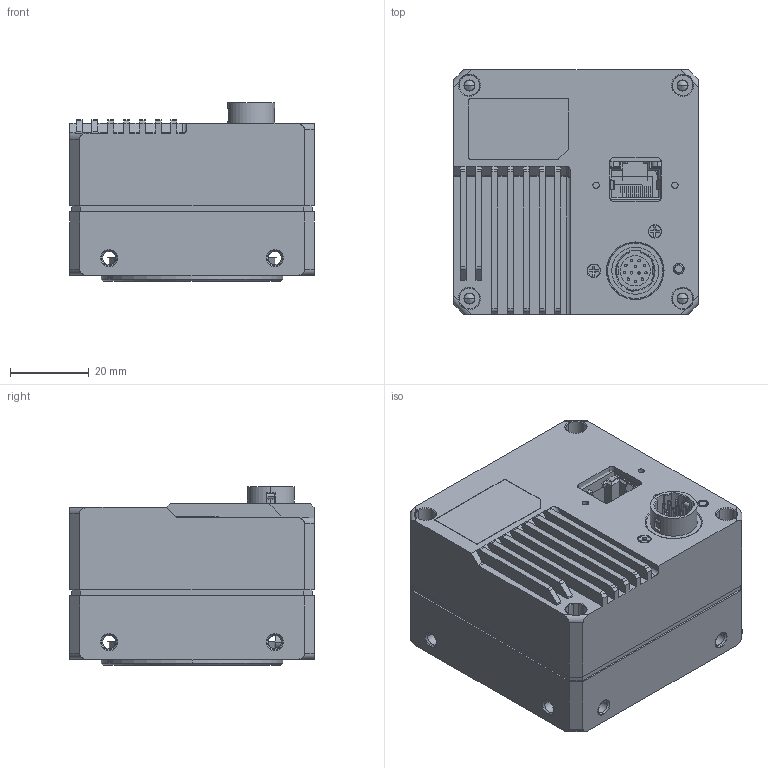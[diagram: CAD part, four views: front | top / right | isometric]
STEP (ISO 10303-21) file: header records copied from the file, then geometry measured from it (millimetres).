
FILE_DESCRIPTION (( 'STEP AP203' ), '1' );
FILE_NAME ('DP31743-A_COE-4K-X-POE-YYY-J.step', '2022-02-04T10:59:49', ( '' ), ( '' ), 'SwSTEP 2.0', 'SolidWorks 2021', '' );
FILE_SCHEMA (( 'CONFIG_CONTROL_DESIGN' ));
Length unit declared in the file: millimetre
Products named in the file (1): DP31743-A_COE-4K-X-POE-YYY-J
Bounding box: 62 x 62 x 45.34 mm (x, y, z)
Surface area: 29287.8 mm2 (no closed solid volume)
Topology: 0 solids, 44 shells, 503 faces, 1745 edges, 1237 vertices
Faces by surface type: plane 252, cylinder 180, cone 63, bspline 6, torus 2
Entity records: 19241 total; most frequent: CARTESIAN_POINT 4280, DIRECTION 3141, ORIENTED_EDGE 2796, EDGE_CURVE 1737, VERTEX_POINT 1237, LINE 1101, VECTOR 1101, AXIS2_PLACEMENT_3D 1020
